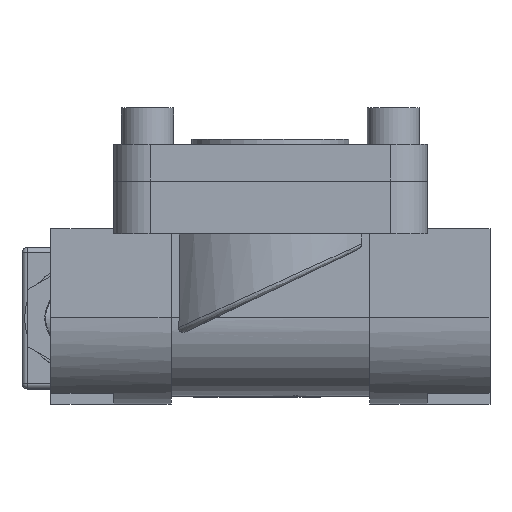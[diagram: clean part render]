
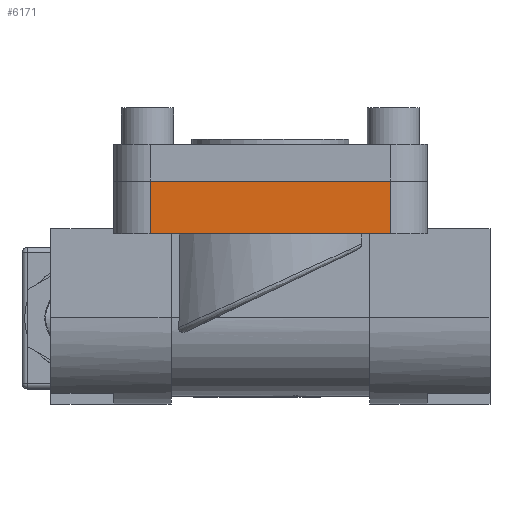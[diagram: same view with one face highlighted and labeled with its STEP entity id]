
A CAD part, top view. The second image highlights one B-rep face of the part: STEP entity #6171.
In plain terms, the highlighted planar face has unit normal (0, 0, 1).
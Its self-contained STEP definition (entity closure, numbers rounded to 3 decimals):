
#299=PLANE('',#6655);
#568=FACE_OUTER_BOUND('',#945,.T.);
#945=EDGE_LOOP('',(#4832,#4833,#4834,#4835));
#1326=LINE('',#9526,#1908);
#1455=LINE('',#9869,#2037);
#1456=LINE('',#9872,#2038);
#1457=LINE('',#9873,#2039);
#1908=VECTOR('',#7443,10.);
#2037=VECTOR('',#7782,10.);
#2038=VECTOR('',#7785,10.);
#2039=VECTOR('',#7786,10.);
#2758=VERTEX_POINT('',#9523);
#2759=VERTEX_POINT('',#9525);
#2868=VERTEX_POINT('',#9867);
#2869=VERTEX_POINT('',#9871);
#3413=EDGE_CURVE('',#2759,#2758,#1326,.T.);
#3580=EDGE_CURVE('',#2758,#2868,#1455,.T.);
#3581=EDGE_CURVE('',#2869,#2868,#1456,.T.);
#3582=EDGE_CURVE('',#2759,#2869,#1457,.T.);
#4832=ORIENTED_EDGE('',*,*,#3413,.T.);
#4833=ORIENTED_EDGE('',*,*,#3580,.T.);
#4834=ORIENTED_EDGE('',*,*,#3581,.F.);
#4835=ORIENTED_EDGE('',*,*,#3582,.F.);
#6171=ADVANCED_FACE('',(#568),#299,.T.);
#6655=AXIS2_PLACEMENT_3D('',#9870,#7783,#7784);
#7443=DIRECTION('',(1.,0.,0.));
#7782=DIRECTION('',(0.,1.,0.));
#7783=DIRECTION('center_axis',(0.,0.,1.));
#7784=DIRECTION('ref_axis',(1.,0.,0.));
#7785=DIRECTION('',(1.,0.,0.));
#7786=DIRECTION('',(0.,1.,0.));
#9523=CARTESIAN_POINT('',(23.,0.,30.));
#9525=CARTESIAN_POINT('',(-23.,0.,30.));
#9526=CARTESIAN_POINT('',(-23.,0.,30.));
#9867=CARTESIAN_POINT('',(23.,10.,30.));
#9869=CARTESIAN_POINT('',(23.,0.,30.));
#9870=CARTESIAN_POINT('Origin',(-23.,0.,30.));
#9871=CARTESIAN_POINT('',(-23.,10.,30.));
#9872=CARTESIAN_POINT('',(-23.,10.,30.));
#9873=CARTESIAN_POINT('',(-23.,0.,30.));
